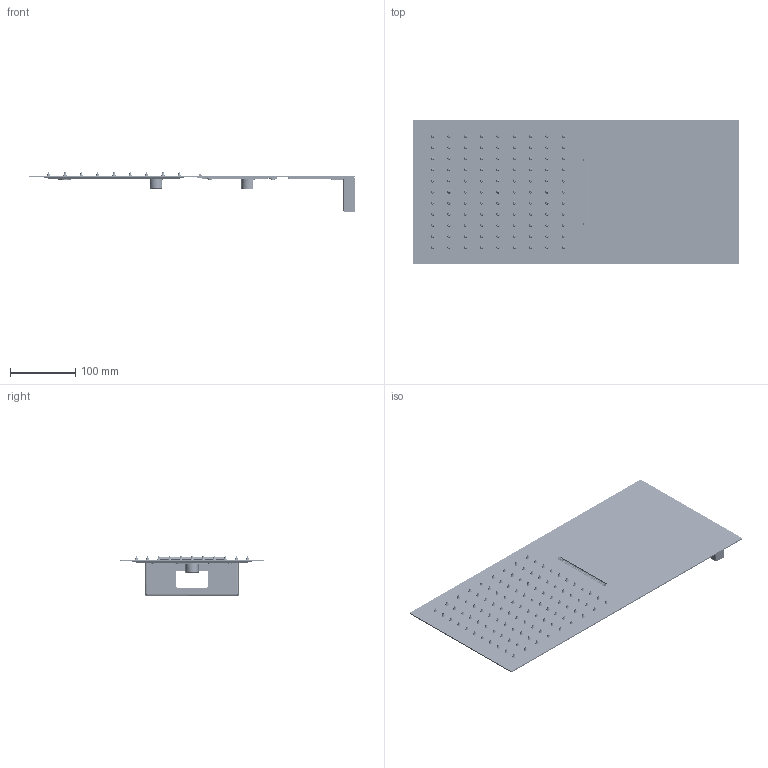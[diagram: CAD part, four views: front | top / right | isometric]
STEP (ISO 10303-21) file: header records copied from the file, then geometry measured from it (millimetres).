
FILE_DESCRIPTION(('STEP AP214'),'1');
FILE_NAME('Art.35101.stp','2022-09-05T09:26:52',(' '),(' '),'Spatial InterOp 3D',' ',' ');
FILE_SCHEMA(('AUTOMOTIVE_DESIGN { 1 0 10303 214 1 1 1 1 }'));
Length unit declared in the file: millimetre
Products named in the file (1): Art.35101
Bounding box: 500 x 220 x 59.8 mm (x, y, z)
Volume: 333019.7 mm3; surface area: 377137.6 mm2
Topology: 1 solids, 1 shells, 2556 faces, 6275 edges, 4047 vertices
Faces by surface type: torus 914, plane 752, cylinder 580, cone 129, extrusion 123, bspline 40, sphere 10, revolution 8
Full cylindrical faces by diameter (mm): 1.5 x99, 1.7 x99, 3 x1, 4.3 x1, 4.4 x1, 5 x2, 6 x3, 7 x2, 8.566 x2, 8.8 x2, 10 x100, 10.4 x2, 12 x3, 13.9 x2, 14.1 x2, 20 x2
Entity records: 91052 total; most frequent: CARTESIAN_POINT 18628, DIRECTION 10786, ORIENTED_EDGE 8700, AXIS2_PLACEMENT_3D 4655, EDGE_LOOP 4491, EDGE_CURVE 4350, FACE_OUTER_BOUND 3740, VERTEX_POINT 3431
